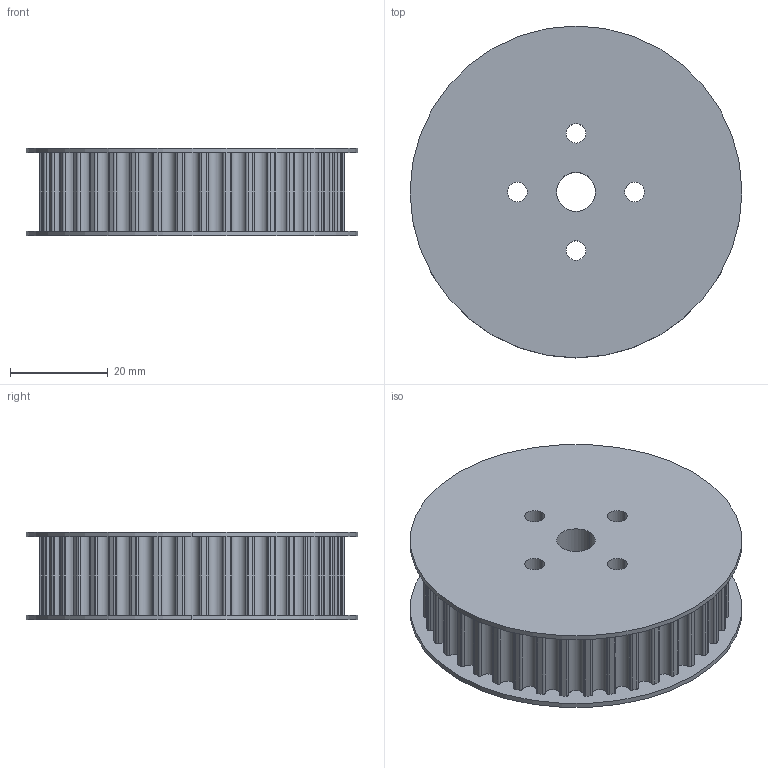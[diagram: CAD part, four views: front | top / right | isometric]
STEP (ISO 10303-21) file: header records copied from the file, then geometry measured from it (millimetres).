
FILE_DESCRIPTION (( 'STEP AP203' ), '1' );
FILE_NAME ('pulley 40 rang truc 8mm khoang cach lo 12 mm_Default_sldprt.STEP', '2023-02-25T14:01:31', ( '' ), ( '' ), 'SwSTEP 2.0', 'SolidWorks 2022', '' );
FILE_SCHEMA (( 'CONFIG_CONTROL_DESIGN' ));
Length unit declared in the file: millimetre
Products named in the file (1): pulley 40 rang truc 8mm khoang cach lo 12 mm_Default_sldprt
Bounding box: 68 x 68 x 18 mm (x, y, z)
Volume: 51629.1 mm3; surface area: 14978.6 mm2
Topology: 1 solids, 1 shells, 223 faces, 657 edges, 438 vertices
Faces by surface type: cylinder 219, plane 4
Entity records: 7806 total; most frequent: DIRECTION 1543, CARTESIAN_POINT 1319, ORIENTED_EDGE 1314, AXIS2_PLACEMENT_3D 662, EDGE_CURVE 657, CIRCLE 438, VERTEX_POINT 438, EDGE_LOOP 235
